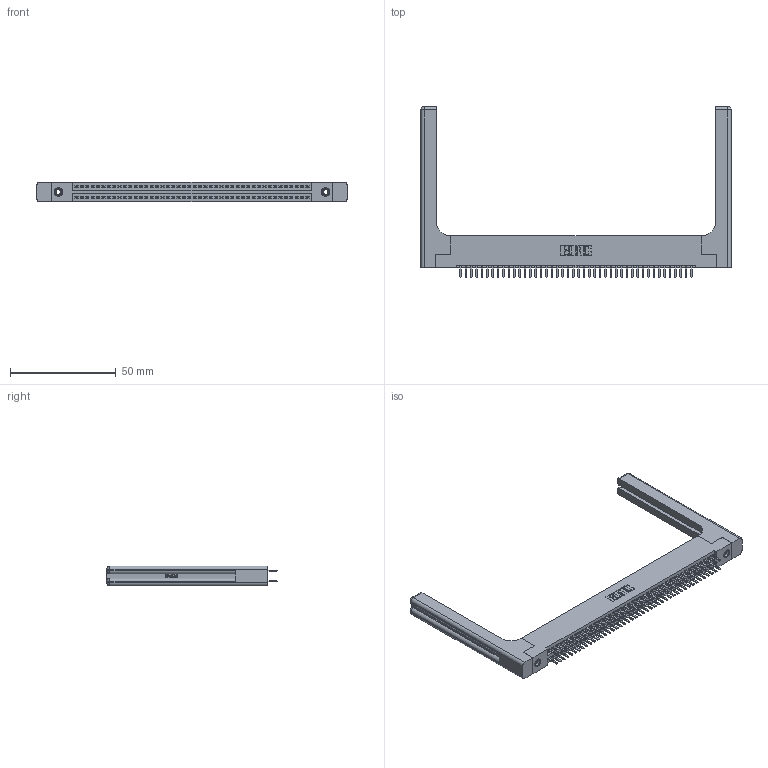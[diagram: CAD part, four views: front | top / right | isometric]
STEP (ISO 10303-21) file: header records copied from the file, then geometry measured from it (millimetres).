
FILE_DESCRIPTION (( 'STEP AP203' ), '1' );
FILE_NAME ('345-088-520-258.STEP', '2019-11-01T10:12:20', ( '' ), ( '' ), 'SwSTEP 2.0', 'SolidWorks 2016', '' );
FILE_SCHEMA (( 'CONFIG_CONTROL_DESIGN' ));
Length unit declared in the file: inch
Products named in the file (5): 345-250-001_345-250-001-102; 345-088-520-258; 345-292-001_345-293-120; 345-220-058_345-220-058; 345 Part_Flush Mounting Lugs - 0.156 Dia-TH
Assembly tree (93 placements, depth 2):
  345-088-520-258
    345 Part_Flush Mounting Lugs - 0.156 Dia-TH
    345-292-001_345-293-120  x88
    345-250-001_345-250-001-102  x2
    345-220-058_345-220-058  x2
Bounding box: 146.79 x 80.64 x 9.4 mm (x, y, z)
Volume: 22714 mm3; surface area: 26062.8 mm2
Topology: 93 solids, 93 shells, 5134 faces, 14823 edges, 9626 vertices
Faces by surface type: plane 3308, cylinder 1766, bspline 36, cone 12, sphere 8, torus 4
Entity records: 39550 total; most frequent: CARTESIAN_POINT 7633, ORIENTED_EDGE 6352, DIRECTION 5648, EDGE_CURVE 3176, VECTOR 2772, LINE 2772, VERTEX_POINT 2106, AXIS2_PLACEMENT_3D 1438
